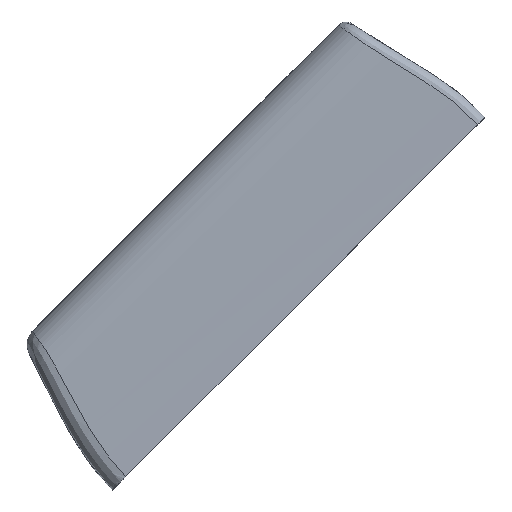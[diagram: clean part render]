
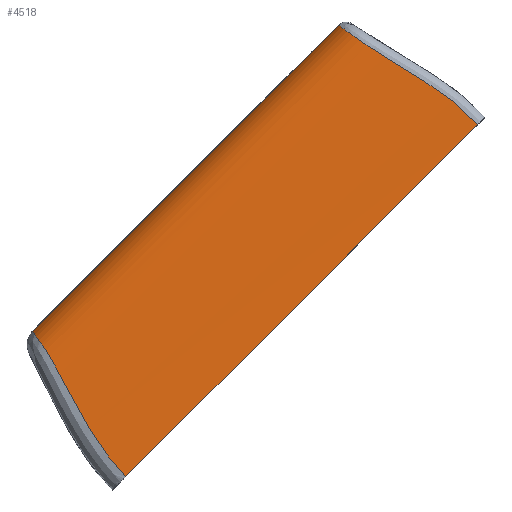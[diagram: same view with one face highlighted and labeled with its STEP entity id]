
A CAD part, left-side view. The second image highlights one B-rep face of the part: STEP entity #4518.
In plain terms, the highlighted free-form (B-spline) face has degree [3, 1] with [5, 2] control points.
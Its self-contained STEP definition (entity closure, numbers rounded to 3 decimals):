
#210 = CARTESIAN_POINT ( 'NONE',  ( -19.497, 11.832, 51.656 ) ) ;
#239 = CARTESIAN_POINT ( 'NONE',  ( -19.123, 18.74, 57.024 ) ) ;
#272 = CARTESIAN_POINT ( 'NONE',  ( -16.906, 26.521, 62.041 ) ) ;
#341 = CARTESIAN_POINT ( 'NONE',  ( -14., 62.951, 27.455 ) ) ;
#364 = CARTESIAN_POINT ( 'NONE',  ( -17.261, 61.996, 26.064 ) ) ;
#391 = CARTESIAN_POINT ( 'NONE',  ( -19.385, 55.15, 14.232 ) ) ;
#412 = CARTESIAN_POINT ( 'NONE',  ( -18.261, 65.76, 23.731 ) ) ;
#672 = ORIENTED_EDGE ( 'NONE', *, *, #4460, .T. ) ;
#784 = CARTESIAN_POINT ( 'NONE',  ( -14., 27.583, 62.822 ) ) ;
#825 = CARTESIAN_POINT ( 'NONE',  ( -19.5, 11.52, 51.309 ) ) ;
#855 = CARTESIAN_POINT ( 'NONE',  ( -18.906, 21.106, 58.46 ) ) ;
#891 = CARTESIAN_POINT ( 'NONE',  ( -16.368, 26.874, 62.303 ) ) ;
#944 = DIRECTION ( 'NONE',  ( 0., -0.707, 0.707 ) ) ;
#955 = CARTESIAN_POINT ( 'NONE',  ( -14.465, 62.913, 27.393 ) ) ;
#985 = CARTESIAN_POINT ( 'NONE',  ( -17.984, 61.328, 25.065 ) ) ;
#1006 = CARTESIAN_POINT ( 'NONE',  ( -19.477, 53.461, 12.015 ) ) ;
#1022 = CARTESIAN_POINT ( 'NONE',  ( -14., 66.217, 24.188 ) ) ;
#1062 = B_SPLINE_CURVE_WITH_KNOTS ( 'NONE', 3,
 ( #341, #955, #6113, #2782, #6676, #3343, #7233, #3916, #364, #4474, #985, #5031, #1593, #5597, #2223, #6137, #2799, #6705, #3369, #7251, #3939, #391, #4495, #1006, #5058, #1622 ),
 .UNSPECIFIED., .F., .F.,
 ( 4, 2, 2, 2, 2, 2, 2, 2, 2, 2, 2, 2, 4 ),
 ( 0., 0.001, 0.002, 0.003, 0.004, 0.006, 0.007, 0.008, 0.01, 0.011, 0.017, 0.02, 0.023 ),
 .UNSPECIFIED. ) ;
#1179 = B_SPLINE_SURFACE_WITH_KNOTS ( 'NONE', 3, 1, ( 
 ( #1614, #5003 ),
 ( #6720, #3389 ),
 ( #7265, #3948 ),
 ( #412, #4512 ),
 ( #1022, #5073 ) ),
 .UNSPECIFIED., .F., .F., .F.,
 ( 4, 1, 4 ),
 ( 2, 2 ),
 ( 0., 0.55, 1. ),
 ( 0., 1. ),
 .UNSPECIFIED. ) ;
#1475 = CARTESIAN_POINT ( 'NONE',  ( -18.786, 22.285, 59.182 ) ) ;
#1498 = CARTESIAN_POINT ( 'NONE',  ( -15.772, 27.156, 62.511 ) ) ;
#1593 = CARTESIAN_POINT ( 'NONE',  ( -18.421, 60.647, 23.934 ) ) ;
#1614 = CARTESIAN_POINT ( 'NONE',  ( -19.5, 52.429, 10.4 ) ) ;
#1622 = CARTESIAN_POINT ( 'NONE',  ( -19.5, 52.184, 10.644 ) ) ;
#2097 = CARTESIAN_POINT ( 'NONE',  ( -18.605, 23.448, 59.916 ) ) ;
#2132 = CARTESIAN_POINT ( 'NONE',  ( -14.909, 27.437, 62.717 ) ) ;
#2223 = CARTESIAN_POINT ( 'NONE',  ( -18.676, 59.978, 22.728 ) ) ;
#2313 = CARTESIAN_POINT ( 'NONE',  ( -14., 71.771, 18.634 ) ) ;
#2436 = VERTEX_POINT ( 'NONE', #3866 ) ;
#2661 = CARTESIAN_POINT ( 'NONE',  ( -19.474, 12.82, 52.646 ) ) ;
#2671 = FACE_OUTER_BOUND ( 'NONE', #3354, .T. ) ;
#2697 = CARTESIAN_POINT ( 'NONE',  ( -18.292, 24.582, 60.663 ) ) ;
#2723 = CARTESIAN_POINT ( 'NONE',  ( -14., 27.583, 62.822 ) ) ;
#2763 = VECTOR ( 'NONE', #5670, 1000. ) ;
#2782 = CARTESIAN_POINT ( 'NONE',  ( -15.58, 62.711, 27.08 ) ) ;
#2799 = CARTESIAN_POINT ( 'NONE',  ( -18.829, 59.329, 21.495 ) ) ;
#2844 = LINE ( 'NONE', #3336, #7284 ) ;
#3218 = ORIENTED_EDGE ( 'NONE', *, *, #6174, .F. ) ;
#3222 = CARTESIAN_POINT ( 'NONE',  ( -19.422, 14.204, 53.873 ) ) ;
#3250 = CARTESIAN_POINT ( 'NONE',  ( -17.758, 25.64, 61.398 ) ) ;
#3336 = CARTESIAN_POINT ( 'NONE',  ( -19.5, 57.983, 4.846 ) ) ;
#3343 = CARTESIAN_POINT ( 'NONE',  ( -16.2, 62.525, 26.808 ) ) ;
#3346 = B_SPLINE_CURVE_WITH_KNOTS ( 'NONE', 3,
 ( #825, #210, #6001, #2661, #6563, #3222, #7130, #3805, #239, #4374, #855, #4923, #1475, #5482, #2097, #6025, #2697, #6586, #3250, #7158, #3831, #272, #4395, #891, #4947, #1498, #5506, #2132, #6052, #2723 ),
 .UNSPECIFIED., .F., .F.,
 ( 4, 2, 2, 2, 2, 2, 2, 2, 2, 2, 2, 2, 2, 2, 4 ),
 ( 0., 0.001, 0.003, 0.006, 0.011, 0.013, 0.014, 0.015, 0.017, 0.018, 0.019, 0.02, 0.02, 0.021, 0.022 ),
 .UNSPECIFIED. ) ;
#3354 = EDGE_LOOP ( 'NONE', ( #672, #4791, #3218, #3876 ) ) ;
#3369 = CARTESIAN_POINT ( 'NONE',  ( -18.942, 58.691, 20.251 ) ) ;
#3389 = CARTESIAN_POINT ( 'NONE',  ( -19.473, 14.098, 54.458 ) ) ;
#3471 = CARTESIAN_POINT ( 'NONE',  ( -14., 62.951, 27.455 ) ) ;
#3805 = CARTESIAN_POINT ( 'NONE',  ( -19.248, 17.169, 56.057 ) ) ;
#3831 = CARTESIAN_POINT ( 'NONE',  ( -17.223, 26.247, 61.839 ) ) ;
#3866 = CARTESIAN_POINT ( 'NONE',  ( -19.5, 11.52, 51.309 ) ) ;
#3876 = ORIENTED_EDGE ( 'NONE', *, *, #5197, .T. ) ;
#3916 = CARTESIAN_POINT ( 'NONE',  ( -16.947, 62.197, 26.345 ) ) ;
#3939 = CARTESIAN_POINT ( 'NONE',  ( -19.247, 56.687, 16.559 ) ) ;
#3948 = CARTESIAN_POINT ( 'NONE',  ( -19.055, 18.923, 59.283 ) ) ;
#4374 = CARTESIAN_POINT ( 'NONE',  ( -18.943, 20.711, 58.222 ) ) ;
#4395 = CARTESIAN_POINT ( 'NONE',  ( -16.733, 26.648, 62.135 ) ) ;
#4460 = EDGE_CURVE ( 'NONE', #4662, #2436, #2844, .T. ) ;
#4474 = CARTESIAN_POINT ( 'NONE',  ( -17.786, 61.555, 25.416 ) ) ;
#4495 = CARTESIAN_POINT ( 'NONE',  ( -19.422, 54.611, 13.476 ) ) ;
#4512 = CARTESIAN_POINT ( 'NONE',  ( -18.261, 24.566, 64.926 ) ) ;
#4518 = ADVANCED_FACE ( 'NONE', ( #2671 ), #1179, .F. ) ;
#4662 = VERTEX_POINT ( 'NONE', #7240 ) ;
#4791 = ORIENTED_EDGE ( 'NONE', *, *, #5926, .T. ) ;
#4923 = CARTESIAN_POINT ( 'NONE',  ( -18.829, 21.894, 58.94 ) ) ;
#4947 = CARTESIAN_POINT ( 'NONE',  ( -16.176, 26.976, 62.378 ) ) ;
#5003 = CARTESIAN_POINT ( 'NONE',  ( -19.5, 11.234, 51.595 ) ) ;
#5031 = CARTESIAN_POINT ( 'NONE',  ( -18.302, 60.874, 24.325 ) ) ;
#5058 = CARTESIAN_POINT ( 'NONE',  ( -19.494, 52.849, 11.31 ) ) ;
#5073 = CARTESIAN_POINT ( 'NONE',  ( -14., 25.022, 65.383 ) ) ;
#5197 = EDGE_CURVE ( 'NONE', #6255, #4662, #1062, .T. ) ;
#5482 = CARTESIAN_POINT ( 'NONE',  ( -18.674, 23.063, 59.67 ) ) ;
#5503 = VERTEX_POINT ( 'NONE', #784 ) ;
#5506 = CARTESIAN_POINT ( 'NONE',  ( -15.559, 27.235, 62.569 ) ) ;
#5560 = LINE ( 'NONE', #2313, #2763 ) ;
#5597 = CARTESIAN_POINT ( 'NONE',  ( -18.608, 60.198, 23.134 ) ) ;
#5670 = DIRECTION ( 'NONE',  ( 0., -0.707, 0.707 ) ) ;
#5926 = EDGE_CURVE ( 'NONE', #2436, #5503, #3346, .T. ) ;
#6001 = CARTESIAN_POINT ( 'NONE',  ( -19.491, 12.156, 51.993 ) ) ;
#6025 = CARTESIAN_POINT ( 'NONE',  ( -18.413, 24.209, 60.414 ) ) ;
#6052 = CARTESIAN_POINT ( 'NONE',  ( -14.461, 27.526, 62.781 ) ) ;
#6113 = CARTESIAN_POINT ( 'NONE',  ( -14.927, 62.852, 27.294 ) ) ;
#6137 = CARTESIAN_POINT ( 'NONE',  ( -18.787, 59.543, 21.908 ) ) ;
#6174 = EDGE_CURVE ( 'NONE', #6255, #5503, #5560, .T. ) ;
#6255 = VERTEX_POINT ( 'NONE', #3471 ) ;
#6563 = CARTESIAN_POINT ( 'NONE',  ( -19.463, 13.16, 52.96 ) ) ;
#6586 = CARTESIAN_POINT ( 'NONE',  ( -17.966, 25.295, 61.154 ) ) ;
#6676 = CARTESIAN_POINT ( 'NONE',  ( -15.792, 62.655, 26.998 ) ) ;
#6705 = CARTESIAN_POINT ( 'NONE',  ( -18.906, 58.903, 20.666 ) ) ;
#6720 = CARTESIAN_POINT ( 'NONE',  ( -19.473, 55.293, 13.264 ) ) ;
#7130 = CARTESIAN_POINT ( 'NONE',  ( -19.385, 14.93, 54.441 ) ) ;
#7158 = CARTESIAN_POINT ( 'NONE',  ( -17.367, 26.102, 61.733 ) ) ;
#7233 = CARTESIAN_POINT ( 'NONE',  ( -16.398, 62.449, 26.7 ) ) ;
#7240 = CARTESIAN_POINT ( 'NONE',  ( -19.5, 52.184, 10.644 ) ) ;
#7251 = CARTESIAN_POINT ( 'NONE',  ( -19.121, 57.608, 18.187 ) ) ;
#7265 = CARTESIAN_POINT ( 'NONE',  ( -19.055, 60.117, 18.088 ) ) ;
#7284 = VECTOR ( 'NONE', #944, 1000. ) ;
